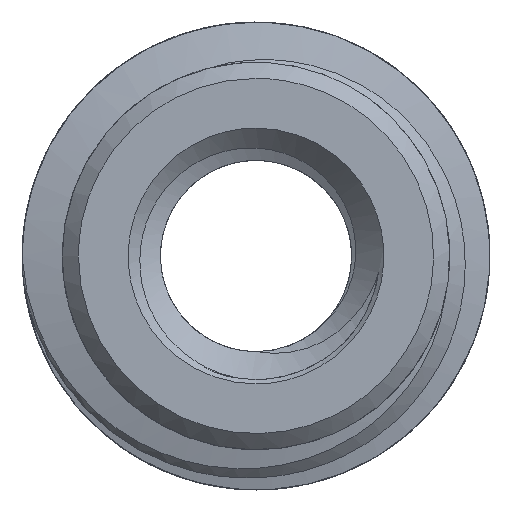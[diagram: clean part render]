
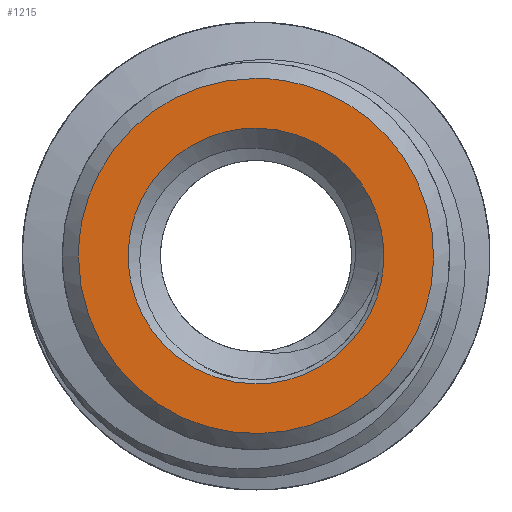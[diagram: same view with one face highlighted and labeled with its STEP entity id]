
A CAD part, front view. The second image highlights one B-rep face of the part: STEP entity #1215.
In plain terms, the highlighted free-form (B-spline) face has degree [1, 1] with [2, 2] control points.
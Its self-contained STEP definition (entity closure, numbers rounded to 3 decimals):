
#299 = EDGE_CURVE('',#300,#302,#304,.T.);
#300 = VERTEX_POINT('',#301);
#301 = CARTESIAN_POINT('',(0.,-14.572,3.607));
#302 = VERTEX_POINT('',#303);
#303 = CARTESIAN_POINT('',(0.,-14.572,-3.607));
#304 = ( BOUNDED_CURVE() B_SPLINE_CURVE(2,(#305,#306,#307,#308,#309),
.UNSPECIFIED.,.F.,.F.) B_SPLINE_CURVE_WITH_KNOTS((3,2,3),(0.,
1.571,3.142),.PIECEWISE_BEZIER_KNOTS.) CURVE() 
GEOMETRIC_REPRESENTATION_ITEM() RATIONAL_B_SPLINE_CURVE((1.,
0.707,1.,0.707,1.)) REPRESENTATION_ITEM('') );
#305 = CARTESIAN_POINT('',(0.,-14.572,3.607));
#306 = CARTESIAN_POINT('',(3.607,-14.572,3.607
    ));
#307 = CARTESIAN_POINT('',(3.607,-14.572,
    0.));
#308 = CARTESIAN_POINT('',(3.607,-14.572,
    -3.607));
#309 = CARTESIAN_POINT('',(0.,-14.572,
    -3.607));
#434 = EDGE_CURVE('',#302,#300,#435,.T.);
#435 = ( BOUNDED_CURVE() B_SPLINE_CURVE(2,(#436,#437,#438,#439,#440),
.UNSPECIFIED.,.F.,.F.) B_SPLINE_CURVE_WITH_KNOTS((3,2,3),(3.142,
4.712,6.283),.PIECEWISE_BEZIER_KNOTS.) CURVE() 
GEOMETRIC_REPRESENTATION_ITEM() RATIONAL_B_SPLINE_CURVE((1.,
0.707,1.,0.707,1.)) REPRESENTATION_ITEM('') );
#436 = CARTESIAN_POINT('',(0.,-14.572,
    -3.607));
#437 = CARTESIAN_POINT('',(-3.607,-14.572,
    -3.607));
#438 = CARTESIAN_POINT('',(-3.607,-14.572,
    0.));
#439 = CARTESIAN_POINT('',(-3.607,-14.572,
    3.607));
#440 = CARTESIAN_POINT('',(0.,-14.572,
    3.607));
#1215 = ADVANCED_FACE('',(#1216,#1236),#1240,.F.);
#1216 = FACE_BOUND('',#1217,.T.);
#1217 = EDGE_LOOP('',(#1218,#1228));
#1218 = ORIENTED_EDGE('',*,*,#1219,.T.);
#1219 = EDGE_CURVE('',#1220,#1222,#1224,.T.);
#1220 = VERTEX_POINT('',#1221);
#1221 = CARTESIAN_POINT('',(0.,-14.572,
    5.009));
#1222 = VERTEX_POINT('',#1223);
#1223 = CARTESIAN_POINT('',(-5.009,-14.572,
    0.));
#1224 = ( BOUNDED_CURVE() B_SPLINE_CURVE(2,(#1225,#1226,#1227),
.UNSPECIFIED.,.F.,.F.) B_SPLINE_CURVE_WITH_KNOTS((3,3),(0.,
1.571),.PIECEWISE_BEZIER_KNOTS.) CURVE() 
GEOMETRIC_REPRESENTATION_ITEM() RATIONAL_B_SPLINE_CURVE((1.,
0.707,1.)) REPRESENTATION_ITEM('') );
#1225 = CARTESIAN_POINT('',(0.,-14.572,
    5.009));
#1226 = CARTESIAN_POINT('',(-5.009,-14.572,
    5.009));
#1227 = CARTESIAN_POINT('',(-5.009,-14.572,
    0.));
#1228 = ORIENTED_EDGE('',*,*,#1229,.T.);
#1229 = EDGE_CURVE('',#1222,#1220,#1230,.T.);
#1230 = ( BOUNDED_CURVE() B_SPLINE_CURVE(2,(#1231,#1232,#1233,#1234,
#1235),.UNSPECIFIED.,.F.,.F.) B_SPLINE_CURVE_WITH_KNOTS((3,2,3),(
    1.571,3.927,6.283),
.PIECEWISE_BEZIER_KNOTS.) CURVE() GEOMETRIC_REPRESENTATION_ITEM() 
RATIONAL_B_SPLINE_CURVE((1.,0.383,1.,0.383,1.)) 
REPRESENTATION_ITEM('') );
#1231 = CARTESIAN_POINT('',(-5.009,-14.572,
    0.));
#1232 = CARTESIAN_POINT('',(-5.009,-14.572,
    -12.093));
#1233 = CARTESIAN_POINT('',(3.542,-14.572,
    -3.542));
#1234 = CARTESIAN_POINT('',(12.093,-14.572,
    5.009));
#1235 = CARTESIAN_POINT('',(0.,-14.572,
    5.009));
#1236 = FACE_BOUND('',#1237,.T.);
#1237 = EDGE_LOOP('',(#1238,#1239));
#1238 = ORIENTED_EDGE('',*,*,#299,.T.);
#1239 = ORIENTED_EDGE('',*,*,#434,.T.);
#1240 = B_SPLINE_SURFACE_WITH_KNOTS('',1,1,(
    (#1241,#1242)
    ,(#1243,#1244
    )),.UNSPECIFIED.,.F.,.F.,.F.,(2,2),(2,2),(-4.366,4.366),(
    -4.366,4.366),.PIECEWISE_BEZIER_KNOTS.);
#1241 = CARTESIAN_POINT('',(-5.009,-14.572,
    -5.009));
#1242 = CARTESIAN_POINT('',(5.009,-14.572,
    -5.009));
#1243 = CARTESIAN_POINT('',(-5.009,-14.572,
    5.009));
#1244 = CARTESIAN_POINT('',(5.009,-14.572,
    5.009));
